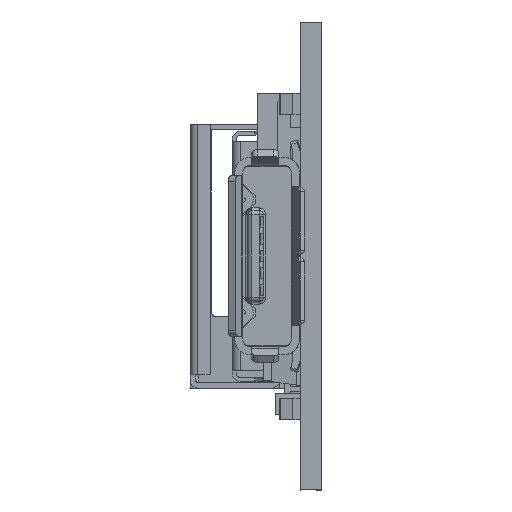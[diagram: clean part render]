
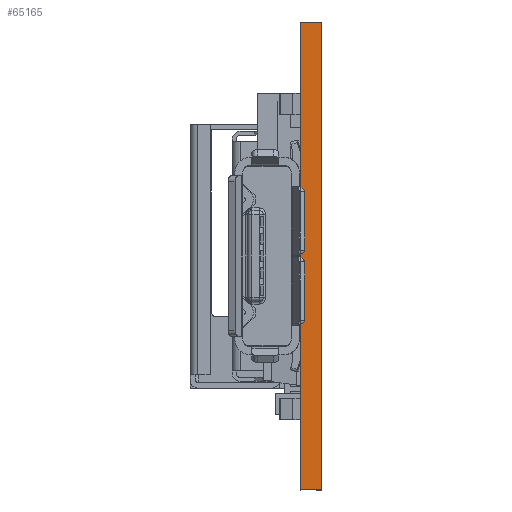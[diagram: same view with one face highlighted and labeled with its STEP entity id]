
A CAD part, left-side view. The second image highlights one B-rep face of the part: STEP entity #65165.
In plain terms, the highlighted planar face has unit normal (-1, 0, 0).
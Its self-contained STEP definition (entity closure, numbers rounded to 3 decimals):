
#692 = LINE ( 'NONE', #17618, #34143 ) ;
#2628 = CARTESIAN_POINT ( 'NONE',  ( -22., -0.81, -8.885 ) ) ;
#4336 = CARTESIAN_POINT ( 'NONE',  ( -22., -1.6, -8.89 ) ) ;
#6072 = CARTESIAN_POINT ( 'NONE',  ( -22., 0., 8.885 ) ) ;
#9120 = DIRECTION ( 'NONE',  ( -1., 0., 0. ) ) ;
#9477 = PLANE ( 'NONE',  #56611 ) ;
#13542 = EDGE_CURVE ( 'NONE', #23726, #29654, #692, .T. ) ;
#13637 = VECTOR ( 'NONE', #43981, 1000. ) ;
#17618 = CARTESIAN_POINT ( 'NONE',  ( -22., -0.81, -8.89 ) ) ;
#18574 = CARTESIAN_POINT ( 'NONE',  ( -22., 0., -8.885 ) ) ;
#23726 = VERTEX_POINT ( 'NONE', #2628 ) ;
#25341 = LINE ( 'NONE', #65728, #66896 ) ;
#25860 = EDGE_CURVE ( 'NONE', #29654, #31211, #39907, .T. ) ;
#29347 = ORIENTED_EDGE ( 'NONE', *, *, #13542, .T. ) ;
#29654 = VERTEX_POINT ( 'NONE', #57822 ) ;
#31211 = VERTEX_POINT ( 'NONE', #6072 ) ;
#31544 = DIRECTION ( 'NONE',  ( 0., 1., 0. ) ) ;
#32527 = ORIENTED_EDGE ( 'NONE', *, *, #42595, .T. ) ;
#34143 = VECTOR ( 'NONE', #40002, 1000. ) ;
#35212 = VERTEX_POINT ( 'NONE', #18574 ) ;
#39306 = ORIENTED_EDGE ( 'NONE', *, *, #25860, .T. ) ;
#39484 = ORIENTED_EDGE ( 'NONE', *, *, #47720, .F. ) ;
#39907 = LINE ( 'NONE', #45399, #56065 ) ;
#40002 = DIRECTION ( 'NONE',  ( 0., 0., 1. ) ) ;
#42595 = EDGE_CURVE ( 'NONE', #31211, #35212, #49468, .T. ) ;
#43981 = DIRECTION ( 'NONE',  ( 0., 0., -1. ) ) ;
#45399 = CARTESIAN_POINT ( 'NONE',  ( -22., -0.81, 8.885 ) ) ;
#47720 = EDGE_CURVE ( 'NONE', #23726, #35212, #25341, .T. ) ;
#49468 = LINE ( 'NONE', #71880, #13637 ) ;
#52860 = DIRECTION ( 'NONE',  ( 0., 1., 0. ) ) ;
#53170 = FACE_OUTER_BOUND ( 'NONE', #70986, .T. ) ;
#56065 = VECTOR ( 'NONE', #72221, 1000. ) ;
#56611 = AXIS2_PLACEMENT_3D ( 'NONE', #4336, #9120, #31544 ) ;
#57822 = CARTESIAN_POINT ( 'NONE',  ( -22., -0.81, 8.885 ) ) ;
#65165 = ADVANCED_FACE ( 'NONE', ( #53170 ), #9477, .T. ) ;
#65728 = CARTESIAN_POINT ( 'NONE',  ( -22., -0.81, -8.885 ) ) ;
#66896 = VECTOR ( 'NONE', #52860, 1000. ) ;
#70986 = EDGE_LOOP ( 'NONE', ( #29347, #39306, #32527, #39484 ) ) ;
#71880 = CARTESIAN_POINT ( 'NONE',  ( -22., 0., -8.89 ) ) ;
#72221 = DIRECTION ( 'NONE',  ( 0., 1., 0. ) ) ;
